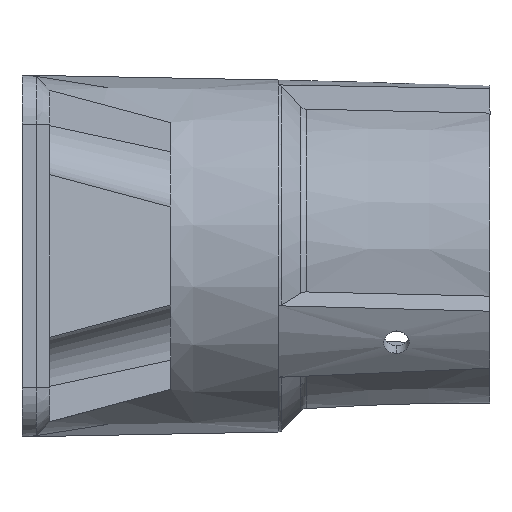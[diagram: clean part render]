
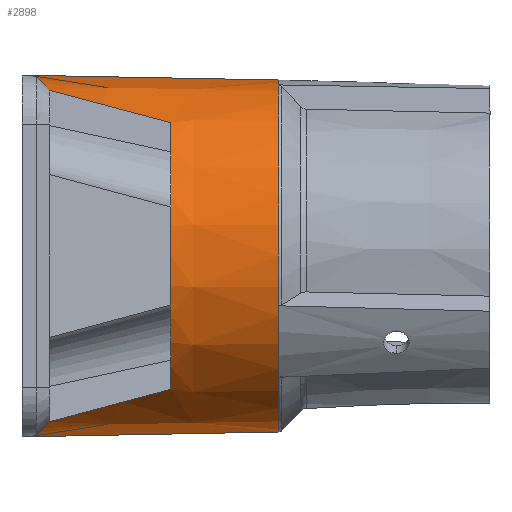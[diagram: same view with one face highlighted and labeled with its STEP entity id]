
A CAD part, left-side view. The second image highlights one B-rep face of the part: STEP entity #2898.
In plain terms, the highlighted conical face has half-angle 1.08 degrees and reference radius 42.5 mm.
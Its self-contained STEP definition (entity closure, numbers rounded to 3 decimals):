
#91 = CARTESIAN_POINT ( 'NONE',  ( -1.519, 30.959, 42.496 ) ) ;
#255 = AXIS2_PLACEMENT_3D ( 'NONE', #9255, #11218, #12189 ) ;
#368 = DIRECTION ( 'NONE',  ( 0., 1., 0. ) ) ;
#569 =( BOUNDED_CURVE ( )  B_SPLINE_CURVE ( 3, ( #5984, #11581, #7703, #4823 ),
 .UNSPECIFIED., .F., .F. ) 
 B_SPLINE_CURVE_WITH_KNOTS ( ( 4, 4 ),
 ( 5.511, 5.85 ),
 .UNSPECIFIED. ) 
 CURVE ( )  GEOMETRIC_REPRESENTATION_ITEM ( )  RATIONAL_B_SPLINE_CURVE ( ( 1., 0.99, 0.99, 1. ) ) 
 REPRESENTATION_ITEM ( '' )  );
#650 = VERTEX_POINT ( 'NONE', #11239 ) ;
#1320 = CONICAL_SURFACE ( 'NONE', #8478, 42.5, 0.019 ) ;
#1323 = DIRECTION ( 'NONE',  ( 0., 0., 1. ) ) ;
#1474 = ORIENTED_EDGE ( 'NONE', *, *, #3872, .F. ) ;
#1572 = VERTEX_POINT ( 'NONE', #5642 ) ;
#1711 = CARTESIAN_POINT ( 'NONE',  ( 0., 31., 42.5 ) ) ;
#1845 = ORIENTED_EDGE ( 'NONE', *, *, #10126, .F. ) ;
#1924 = FACE_OUTER_BOUND ( 'NONE', #3087, .T. ) ;
#2081 = CARTESIAN_POINT ( 'NONE',  ( -2.951, 29.86, 42.4 ) ) ;
#2095 = EDGE_CURVE ( 'NONE', #5561, #650, #569, .T. ) ;
#2221 = DIRECTION ( 'NONE',  ( 0., 1., -0.019 ) ) ;
#2522 = CARTESIAN_POINT ( 'NONE',  ( -16.667, 24.458, -38.961 ) ) ;
#2576 = CIRCLE ( 'NONE', #10724, 42.5 ) ;
#2632 = ORIENTED_EDGE ( 'NONE', *, *, #11595, .F. ) ;
#2682 = VERTEX_POINT ( 'NONE', #11533 ) ;
#2741 = VERTEX_POINT ( 'NONE', #6007 ) ;
#2768 = CARTESIAN_POINT ( 'NONE',  ( -24.489, 7.791, -34.496 ) ) ;
#2898 = ADVANCED_FACE ( 'NONE', ( #1924 ), #1320, .T. ) ;
#3017 = EDGE_CURVE ( 'NONE', #5561, #3231, #6264, .T. ) ;
#3087 = EDGE_LOOP ( 'NONE', ( #1845, #3782, #10221, #1474, #8705, #3366, #10289, #3559, #6148, #6927, #9202, #2632 ) ) ;
#3231 = VERTEX_POINT ( 'NONE', #4208 ) ;
#3259 = CARTESIAN_POINT ( 'NONE',  ( 0., 31., 0. ) ) ;
#3366 = ORIENTED_EDGE ( 'NONE', *, *, #3438, .F. ) ;
#3436 = CARTESIAN_POINT ( 'NONE',  ( 0., 31., -42.5 ) ) ;
#3438 = EDGE_CURVE ( 'NONE', #650, #12057, #7605, .T. ) ;
#3454 = VERTEX_POINT ( 'NONE', #3436 ) ;
#3487 = DIRECTION ( 'NONE',  ( 0., 1., 0. ) ) ;
#3546 = CARTESIAN_POINT ( 'NONE',  ( -2.951, 29.86, -42.4 ) ) ;
#3559 = ORIENTED_EDGE ( 'NONE', *, *, #3017, .T. ) ;
#3600 = CARTESIAN_POINT ( 'NONE',  ( -4.374, 27.708, 42.212 ) ) ;
#3617 =( BOUNDED_CURVE ( )  B_SPLINE_CURVE ( 3, ( #2522, #4669, #2768, #4753 ),
 .UNSPECIFIED., .F., .F. ) 
 B_SPLINE_CURVE_WITH_KNOTS ( ( 4, 4 ),
 ( 0.433, 0.772 ),
 .UNSPECIFIED. ) 
 CURVE ( )  GEOMETRIC_REPRESENTATION_ITEM ( )  RATIONAL_B_SPLINE_CURVE ( ( 1., 0.99, 0.99, 1. ) ) 
 REPRESENTATION_ITEM ( '' )  );
#3782 = ORIENTED_EDGE ( 'NONE', *, *, #11333, .T. ) ;
#3820 = AXIS2_PLACEMENT_3D ( 'NONE', #7266, #8316, #8195 ) ;
#3872 = EDGE_CURVE ( 'NONE', #2682, #7699, #6086, .T. ) ;
#4066 = AXIS2_PLACEMENT_3D ( 'NONE', #8816, #3487, #11036 ) ;
#4208 = CARTESIAN_POINT ( 'NONE',  ( -27.725, -4., -31.336 ) ) ;
#4227 = DIRECTION ( 'NONE',  ( 0., 0., 1. ) ) ;
#4389 =( BOUNDED_CURVE ( )  B_SPLINE_CURVE ( 3, ( #6424, #3546, #11252, #7333 ),
 .UNSPECIFIED., .F., .T. ) 
 B_SPLINE_CURVE_WITH_KNOTS ( ( 4, 4 ),
 ( 6.155, 6.281 ),
 .UNSPECIFIED. ) 
 CURVE ( )  GEOMETRIC_REPRESENTATION_ITEM ( )  RATIONAL_B_SPLINE_CURVE ( ( 1., 0.999, 0.999, 1. ) ) 
 REPRESENTATION_ITEM ( '' )  );
#4621 = EDGE_CURVE ( 'NONE', #1572, #7699, #11801, .T. ) ;
#4669 = CARTESIAN_POINT ( 'NONE',  ( -20.768, 17.369, -37.062 ) ) ;
#4737 = EDGE_CURVE ( 'NONE', #7331, #9156, #10140, .T. ) ;
#4752 = CARTESIAN_POINT ( 'NONE',  ( 0., 31., 42.5 ) ) ;
#4753 = CARTESIAN_POINT ( 'NONE',  ( -27.725, -4., -31.336 ) ) ;
#4823 = CARTESIAN_POINT ( 'NONE',  ( -16.667, 24.458, 38.961 ) ) ;
#5189 = DIRECTION ( 'NONE',  ( 0., 1., 0. ) ) ;
#5561 = VERTEX_POINT ( 'NONE', #5633 ) ;
#5633 = CARTESIAN_POINT ( 'NONE',  ( -27.725, -4., 31.336 ) ) ;
#5642 = CARTESIAN_POINT ( 'NONE',  ( 0., -29.323, 41.363 ) ) ;
#5648 = LINE ( 'NONE', #10836, #7606 ) ;
#5701 = CARTESIAN_POINT ( 'NONE',  ( -4.374, 27.708, -42.212 ) ) ;
#5984 = CARTESIAN_POINT ( 'NONE',  ( -27.725, -4., 31.336 ) ) ;
#6007 = CARTESIAN_POINT ( 'NONE',  ( -0.084, 31., -42.5 ) ) ;
#6086 = CIRCLE ( 'NONE', #4066, 42.5 ) ;
#6098 = CARTESIAN_POINT ( 'NONE',  ( -4.374, 27.708, 42.212 ) ) ;
#6148 = ORIENTED_EDGE ( 'NONE', *, *, #11371, .F. ) ;
#6264 = CIRCLE ( 'NONE', #3820, 41.84 ) ;
#6424 = CARTESIAN_POINT ( 'NONE',  ( -4.374, 27.708, -42.212 ) ) ;
#6540 = CARTESIAN_POINT ( 'NONE',  ( -4.374, 27.708, -42.212 ) ) ;
#6801 = CARTESIAN_POINT ( 'NONE',  ( -16.667, 24.458, -38.961 ) ) ;
#6927 = ORIENTED_EDGE ( 'NONE', *, *, #4737, .F. ) ;
#7116 = CARTESIAN_POINT ( 'NONE',  ( 0., 31., 0. ) ) ;
#7266 = CARTESIAN_POINT ( 'NONE',  ( 0., -4., 0. ) ) ;
#7331 = VERTEX_POINT ( 'NONE', #6540 ) ;
#7333 = CARTESIAN_POINT ( 'NONE',  ( -0.084, 31., -42.5 ) ) ;
#7392 = CARTESIAN_POINT ( 'NONE',  ( -8.623, 27.26, 41.763 ) ) ;
#7605 =( BOUNDED_CURVE ( )  B_SPLINE_CURVE ( 3, ( #12201, #12246, #7392, #3600 ),
 .UNSPECIFIED., .F., .F. ) 
 B_SPLINE_CURVE_WITH_KNOTS ( ( 4, 4 ),
 ( 5.871, 6.178 ),
 .UNSPECIFIED. ) 
 CURVE ( )  GEOMETRIC_REPRESENTATION_ITEM ( )  RATIONAL_B_SPLINE_CURVE ( ( 1., 0.992, 0.992, 1. ) ) 
 REPRESENTATION_ITEM ( '' )  );
#7606 = VECTOR ( 'NONE', #2221, 1000. ) ;
#7674 = CARTESIAN_POINT ( 'NONE',  ( -4.374, 27.708, 42.212 ) ) ;
#7699 = VERTEX_POINT ( 'NONE', #4752 ) ;
#7703 = CARTESIAN_POINT ( 'NONE',  ( -20.768, 17.369, 37.062 ) ) ;
#7941 = VERTEX_POINT ( 'NONE', #10213 ) ;
#8195 = DIRECTION ( 'NONE',  ( 0., 0., -1. ) ) ;
#8316 = DIRECTION ( 'NONE',  ( 0., -1., 0. ) ) ;
#8478 = AXIS2_PLACEMENT_3D ( 'NONE', #7116, #5189, #4227 ) ;
#8576 = CARTESIAN_POINT ( 'NONE',  ( -12.752, 26.167, -40.671 ) ) ;
#8700 = CARTESIAN_POINT ( 'NONE',  ( -0.084, 31., 42.5 ) ) ;
#8705 = ORIENTED_EDGE ( 'NONE', *, *, #11526, .T. ) ;
#8816 = CARTESIAN_POINT ( 'NONE',  ( 0., 31., 0. ) ) ;
#9156 = VERTEX_POINT ( 'NONE', #6801 ) ;
#9202 = ORIENTED_EDGE ( 'NONE', *, *, #10460, .T. ) ;
#9255 = CARTESIAN_POINT ( 'NONE',  ( 0., -29.323, 0. ) ) ;
#9477 = CIRCLE ( 'NONE', #255, 41.363 ) ;
#10126 = EDGE_CURVE ( 'NONE', #7941, #3454, #5648, .T. ) ;
#10140 =( BOUNDED_CURVE ( )  B_SPLINE_CURVE ( 3, ( #5701, #10583, #8576, #11649 ),
 .UNSPECIFIED., .F., .T. ) 
 B_SPLINE_CURVE_WITH_KNOTS ( ( 4, 4 ),
 ( 0.105, 0.412 ),
 .UNSPECIFIED. ) 
 CURVE ( )  GEOMETRIC_REPRESENTATION_ITEM ( )  RATIONAL_B_SPLINE_CURVE ( ( 1., 0.992, 0.992, 1. ) ) 
 REPRESENTATION_ITEM ( '' )  );
#10213 = CARTESIAN_POINT ( 'NONE',  ( 0., -29.323, -41.363 ) ) ;
#10221 = ORIENTED_EDGE ( 'NONE', *, *, #4621, .T. ) ;
#10289 = ORIENTED_EDGE ( 'NONE', *, *, #2095, .F. ) ;
#10460 = EDGE_CURVE ( 'NONE', #7331, #2741, #4389, .T. ) ;
#10583 = CARTESIAN_POINT ( 'NONE',  ( -8.623, 27.26, -41.763 ) ) ;
#10724 = AXIS2_PLACEMENT_3D ( 'NONE', #3259, #368, #1323 ) ;
#10731 =( BOUNDED_CURVE ( )  B_SPLINE_CURVE ( 3, ( #8700, #91, #2081, #7674 ),
 .UNSPECIFIED., .F., .F. ) 
 B_SPLINE_CURVE_WITH_KNOTS ( ( 4, 4 ),
 ( 0.002, 0.128 ),
 .UNSPECIFIED. ) 
 CURVE ( )  GEOMETRIC_REPRESENTATION_ITEM ( )  RATIONAL_B_SPLINE_CURVE ( ( 1., 0.999, 0.999, 1. ) ) 
 REPRESENTATION_ITEM ( '' )  );
#10836 = CARTESIAN_POINT ( 'NONE',  ( 0., 31., -42.5 ) ) ;
#10900 = VECTOR ( 'NONE', #12321, 1000. ) ;
#11036 = DIRECTION ( 'NONE',  ( 0., 0., 1. ) ) ;
#11218 = DIRECTION ( 'NONE',  ( 0., 1., 0. ) ) ;
#11239 = CARTESIAN_POINT ( 'NONE',  ( -16.667, 24.458, 38.961 ) ) ;
#11252 = CARTESIAN_POINT ( 'NONE',  ( -1.519, 30.959, -42.496 ) ) ;
#11333 = EDGE_CURVE ( 'NONE', #7941, #1572, #9477, .T. ) ;
#11371 = EDGE_CURVE ( 'NONE', #9156, #3231, #3617, .T. ) ;
#11526 = EDGE_CURVE ( 'NONE', #2682, #12057, #10731, .T. ) ;
#11533 = CARTESIAN_POINT ( 'NONE',  ( -0.084, 31., 42.5 ) ) ;
#11581 = CARTESIAN_POINT ( 'NONE',  ( -24.489, 7.791, 34.496 ) ) ;
#11595 = EDGE_CURVE ( 'NONE', #3454, #2741, #2576, .T. ) ;
#11649 = CARTESIAN_POINT ( 'NONE',  ( -16.667, 24.458, -38.961 ) ) ;
#11801 = LINE ( 'NONE', #1711, #10900 ) ;
#12057 = VERTEX_POINT ( 'NONE', #6098 ) ;
#12189 = DIRECTION ( 'NONE',  ( 0., 0., 1. ) ) ;
#12201 = CARTESIAN_POINT ( 'NONE',  ( -16.667, 24.458, 38.961 ) ) ;
#12246 = CARTESIAN_POINT ( 'NONE',  ( -12.752, 26.167, 40.671 ) ) ;
#12321 = DIRECTION ( 'NONE',  ( 0., 1., 0.019 ) ) ;
